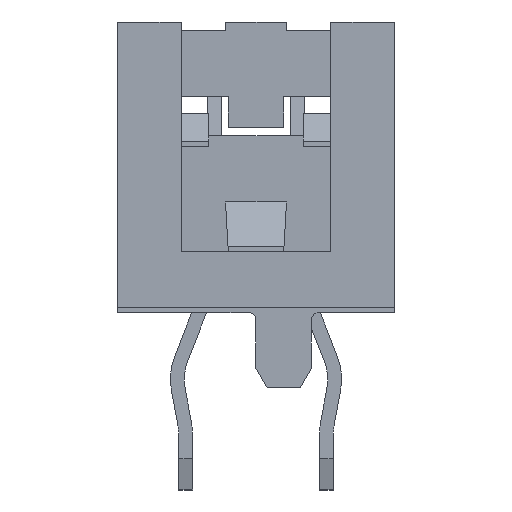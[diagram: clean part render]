
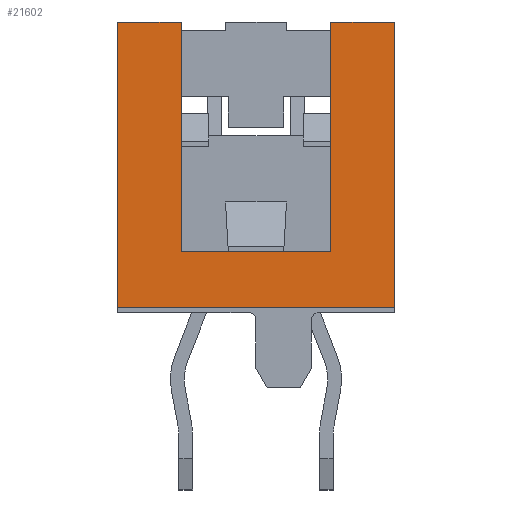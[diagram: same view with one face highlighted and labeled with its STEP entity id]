
A CAD part, left-side view. The second image highlights one B-rep face of the part: STEP entity #21602.
In plain terms, the highlighted face is planar.
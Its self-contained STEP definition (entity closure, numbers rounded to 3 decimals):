
#5514=ORIENTED_EDGE('',*,*,#9632,.F.);
#5515=ORIENTED_EDGE('',*,*,#9617,.F.);
#5516=ORIENTED_EDGE('',*,*,#9636,.T.);
#5517=ORIENTED_EDGE('',*,*,#9744,.T.);
#5518=ORIENTED_EDGE('',*,*,#9710,.F.);
#5519=ORIENTED_EDGE('',*,*,#9689,.T.);
#5520=ORIENTED_EDGE('',*,*,#9709,.T.);
#5521=ORIENTED_EDGE('',*,*,#9746,.T.);
#9617=EDGE_CURVE('',#12102,#12103,#14387,.T.);
#9632=EDGE_CURVE('',#12103,#12111,#14402,.T.);
#9636=EDGE_CURVE('',#12102,#12113,#14406,.T.);
#9689=EDGE_CURVE('',#12144,#12145,#14445,.T.);
#9709=EDGE_CURVE('',#12145,#12147,#14465,.T.);
#9710=EDGE_CURVE('',#12144,#12148,#14466,.T.);
#9744=EDGE_CURVE('',#12113,#12148,#14486,.T.);
#9746=EDGE_CURVE('',#12147,#12111,#14488,.T.);
#12102=VERTEX_POINT('',#34222);
#12103=VERTEX_POINT('',#34224);
#12111=VERTEX_POINT('',#34249);
#12113=VERTEX_POINT('',#34255);
#12144=VERTEX_POINT('',#34355);
#12145=VERTEX_POINT('',#34357);
#12147=VERTEX_POINT('',#34381);
#12148=VERTEX_POINT('',#34398);
#14387=LINE('',#34223,#16973);
#14402=LINE('',#34248,#16988);
#14406=LINE('',#34256,#16992);
#14445=LINE('',#34358,#17031);
#14465=LINE('',#34382,#17051);
#14466=LINE('',#34397,#17052);
#14486=LINE('',#34464,#17072);
#14488=LINE('',#34467,#17074);
#16973=VECTOR('',#28031,1000.);
#16988=VECTOR('',#28050,1000.);
#16992=VECTOR('',#28056,1000.);
#17031=VECTOR('',#28157,1000.);
#17051=VECTOR('',#28181,1000.);
#17052=VECTOR('',#28210,1000.);
#17072=VECTOR('',#28264,1000.);
#17074=VECTOR('',#28268,1000.);
#18668=EDGE_LOOP('',(#5514,#5515,#5516,#5517,#5518,#5519,#5520,#5521));
#19754=FACE_BOUND('',#18668,.T.);
#20560=PLANE('',#23415);
#21602=ADVANCED_FACE('',(#19754),#20560,.F.);
#23415=AXIS2_PLACEMENT_3D('',#34468,#28269,#28270);
#28031=DIRECTION('',(0.,-1.,0.));
#28050=DIRECTION('',(0.,0.,-1.));
#28056=DIRECTION('',(0.,0.,-1.));
#28157=DIRECTION('',(0.,-1.,0.));
#28181=DIRECTION('',(0.,0.,-1.));
#28210=DIRECTION('',(0.,0.,-1.));
#28264=DIRECTION('',(0.,1.,0.));
#28268=DIRECTION('',(0.,1.,0.));
#28269=DIRECTION('',(-1.,0.,0.));
#28270=DIRECTION('',(0.,0.,1.));
#34222=CARTESIAN_POINT('',(10.605,1.35,2.5));
#34223=CARTESIAN_POINT('',(10.605,1.35,2.5));
#34224=CARTESIAN_POINT('',(10.605,-1.35,2.5));
#34248=CARTESIAN_POINT('',(10.605,-1.35,-1.5));
#34249=CARTESIAN_POINT('',(10.605,-1.35,-1.65));
#34255=CARTESIAN_POINT('',(10.605,1.35,-1.65));
#34256=CARTESIAN_POINT('',(10.605,1.35,-1.5));
#34355=CARTESIAN_POINT('',(10.605,2.5,3.5));
#34357=CARTESIAN_POINT('',(10.605,-2.5,3.5));
#34358=CARTESIAN_POINT('',(10.605,2.5,3.5));
#34381=CARTESIAN_POINT('',(10.605,-2.5,-1.65));
#34382=CARTESIAN_POINT('',(10.605,-2.5,-0.3));
#34397=CARTESIAN_POINT('',(10.605,2.5,-0.3));
#34398=CARTESIAN_POINT('',(10.605,2.5,-1.65));
#34464=CARTESIAN_POINT('',(10.605,-2.5,-1.65));
#34467=CARTESIAN_POINT('',(10.605,-2.5,-1.65));
#34468=CARTESIAN_POINT('',(10.605,-2.5,-0.3));
